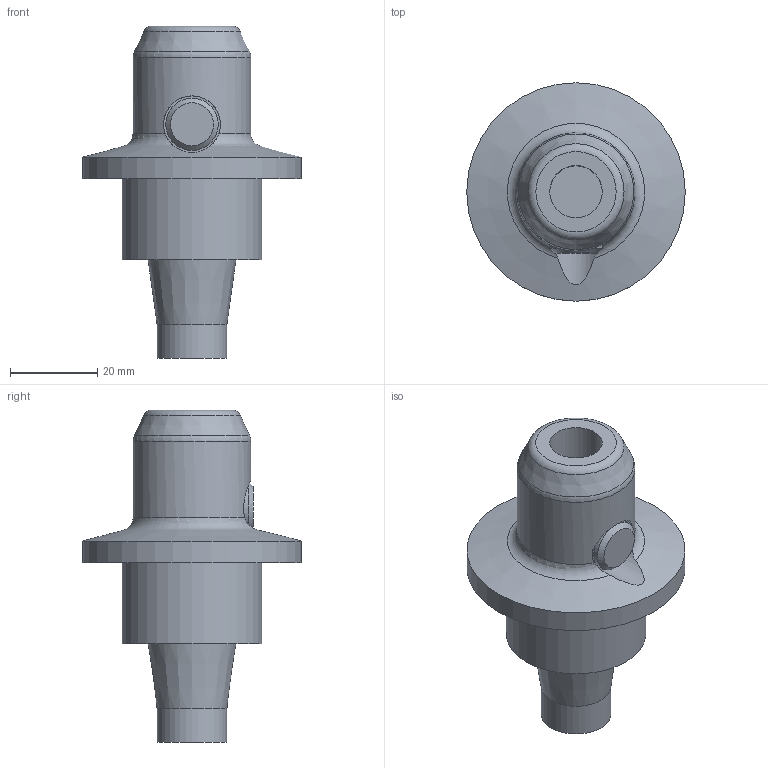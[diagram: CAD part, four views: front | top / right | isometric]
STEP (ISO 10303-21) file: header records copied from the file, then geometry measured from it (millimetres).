
FILE_DESCRIPTION(/* description */ (''),/* implementation_level */ '2;1');
FILE_NAME(/* name */ '836274_stp.stp',/* time_stamp */ '2017-05-15T07:45:22+02:00',/* author */ (''),/* organization */ (''),/* preprocessor_version */ 'ST-DEVELOPER v15',/* originating_system */ 'SIEMENS PLM Software NX 9.0',/* authorisation */ '');
FILE_SCHEMA (('AUTOMOTIVE_DESIGN { 1 0 10303 214 3 1 1 1 }'));
Length unit declared in the file: millimetre
Products named in the file (1): reic1F4CA23Dza1d
Bounding box: 50 x 50 x 76 mm (x, y, z)
Volume: 43253 mm3; surface area: 11561.7 mm2
Topology: 1 solids, 1 shells, 21 faces, 41 edges, 26 vertices
Faces by surface type: plane 7, cylinder 7, cone 4, torus 3
Full cylindrical faces by diameter (mm): 12 x2, 13 x1, 16 x1, 27 x1, 32 x1, 50 x1
Entity records: 492 total; most frequent: CARTESIAN_POINT 102, DIRECTION 82, ORIENTED_EDGE 46, AXIS2_PLACEMENT_3D 41, EDGE_LOOP 38, FACE_BOUND 34, EDGE_CURVE 23, ADVANCED_FACE 21
